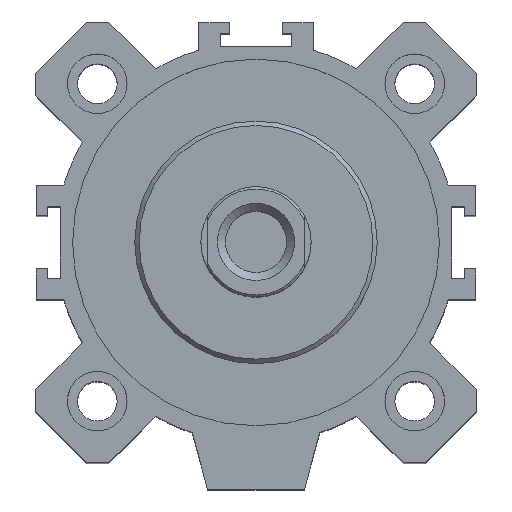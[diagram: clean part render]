
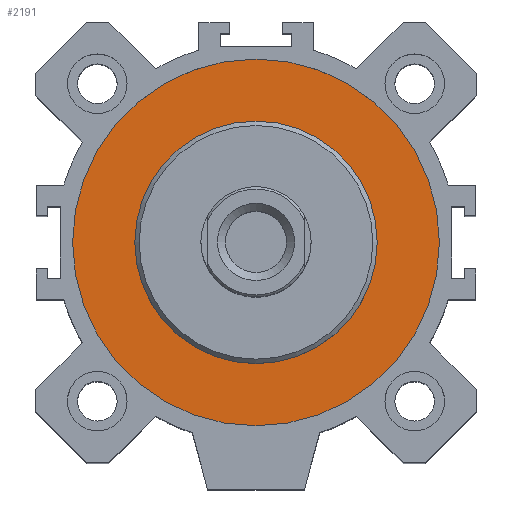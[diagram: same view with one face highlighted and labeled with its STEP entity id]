
A CAD part, top view. The second image highlights one B-rep face of the part: STEP entity #2191.
In plain terms, the highlighted planar face has unit normal (0, 0, 1).
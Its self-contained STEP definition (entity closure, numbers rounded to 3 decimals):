
#426=PLANE('',#2333);
#517=FACE_BOUND('',#713,.T.);
#518=FACE_BOUND('',#714,.T.);
#713=EDGE_LOOP('',(#1483));
#714=EDGE_LOOP('',(#1484));
#904=CIRCLE('',#2331,41.6);
#906=CIRCLE('',#2334,27.5);
#988=VERTEX_POINT('',#3189);
#990=VERTEX_POINT('',#3194);
#1196=EDGE_CURVE('',#988,#988,#904,.T.);
#1198=EDGE_CURVE('',#990,#990,#906,.T.);
#1483=ORIENTED_EDGE('',*,*,#1198,.F.);
#1484=ORIENTED_EDGE('',*,*,#1196,.F.);
#2191=ADVANCED_FACE('',(#517,#518),#426,.T.);
#2331=AXIS2_PLACEMENT_3D('',#3190,#2559,#2560);
#2333=AXIS2_PLACEMENT_3D('',#3193,#2563,#2564);
#2334=AXIS2_PLACEMENT_3D('',#3195,#2565,#2566);
#2559=DIRECTION('center_axis',(0.,0.,-1.));
#2560=DIRECTION('ref_axis',(-1.,0.,0.));
#2563=DIRECTION('center_axis',(0.,0.,1.));
#2564=DIRECTION('ref_axis',(1.,0.,0.));
#2565=DIRECTION('center_axis',(0.,0.,1.));
#2566=DIRECTION('ref_axis',(-1.,0.,0.));
#3189=CARTESIAN_POINT('',(41.6,0.,44.5));
#3190=CARTESIAN_POINT('Origin',(0.,0.,44.5));
#3193=CARTESIAN_POINT('Origin',(0.,0.,
44.5));
#3194=CARTESIAN_POINT('',(27.5,0.,44.5));
#3195=CARTESIAN_POINT('Origin',(0.,0.,44.5));
